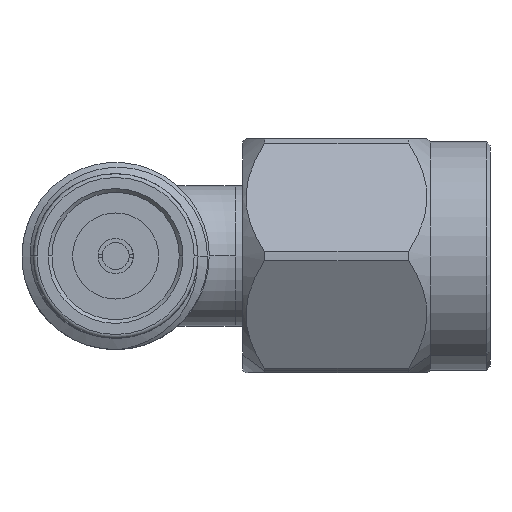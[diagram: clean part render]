
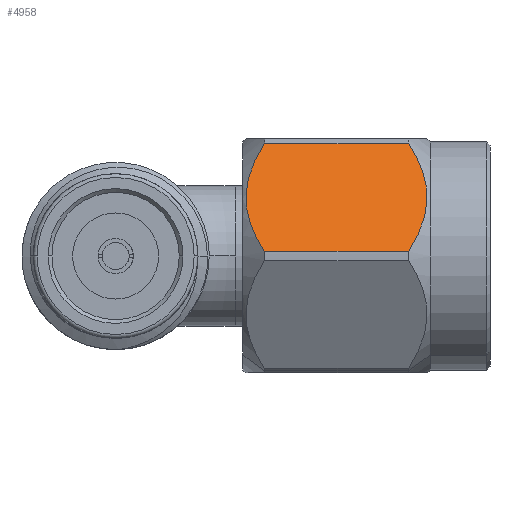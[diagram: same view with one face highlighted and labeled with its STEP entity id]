
A CAD part, front view. The second image highlights one B-rep face of the part: STEP entity #4958.
In plain terms, the highlighted planar face has unit normal (0, -0.866, 0.5).
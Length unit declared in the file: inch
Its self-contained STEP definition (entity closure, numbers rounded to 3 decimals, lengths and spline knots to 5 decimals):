
#69 = CARTESIAN_POINT ( 'NONE',  ( 0.3911, 0.51531, 0.15023 ) ) ;
#461 = EDGE_CURVE ( 'NONE', #4187, #1596, #2003, .T. ) ;
#733 = DIRECTION ( 'NONE',  ( 0., -0.866, 0.5 ) ) ;
#743 = AXIS2_PLACEMENT_3D ( 'NONE', #2143, #733, #1661 ) ;
#750 = ORIENTED_EDGE ( 'NONE', *, *, #4115, .T. ) ;
#872 = VERTEX_POINT ( 'NONE', #5732 ) ;
#976 = CARTESIAN_POINT ( 'NONE',  ( 0.3983, 0.50888, 0.13909 ) ) ;
#1140 = EDGE_CURVE ( 'NONE', #872, #5638, #1514, .T. ) ;
#1264 = CARTESIAN_POINT ( 'NONE',  ( 0.17895, 0.49191, 0.10969 ) ) ;
#1328 = DIRECTION ( 'NONE',  ( -1., 0., 0. ) ) ;
#1435 = CARTESIAN_POINT ( 'NONE',  ( 0.41112, 0.49178, 0.10948 ) ) ;
#1446 = ORIENTED_EDGE ( 'NONE', *, *, #461, .T. ) ;
#1455 = CARTESIAN_POINT ( 'NONE',  ( 0.41589, 0.47727, 0.08434 ) ) ;
#1475 = CARTESIAN_POINT ( 'NONE',  ( 0.41587, 0.46997, 0.07169 ) ) ;
#1514 = LINE ( 'NONE', #2385, #5863 ) ;
#1535 = FACE_OUTER_BOUND ( 'NONE', #4086, .T. ) ;
#1596 = VERTEX_POINT ( 'NONE', #3006 ) ;
#1661 = DIRECTION ( 'NONE',  ( 0., 0.5, 0.866 ) ) ;
#1705 = CARTESIAN_POINT ( 'NONE',  ( 0.18553, 0.44512, 0.02865 ) ) ;
#1743 = CARTESIAN_POINT ( 'NONE',  ( 0.19171, 0.5089, 0.13912 ) ) ;
#1785 = CARTESIAN_POINT ( 'NONE',  ( 0.17888, 0.45558, 0.04677 ) ) ;
#1841 = CARTESIAN_POINT ( 'NONE',  ( 0.41282, 0.459, 0.05269 ) ) ;
#1901 = CARTESIAN_POINT ( 'NONE',  ( 0.41528, 0.48091, 0.09065 ) ) ;
#2003 = LINE ( 'NONE', #3243, #2645 ) ;
#2143 = CARTESIAN_POINT ( 'NONE',  ( -0.04, 0.51879, 0.15625 ) ) ;
#2205 = CARTESIAN_POINT ( 'NONE',  ( 0.17411, 0.4701, 0.07191 ) ) ;
#2223 = B_SPLINE_CURVE_WITH_KNOTS ( 'NONE', 3,
 ( #4577, #3685, #2282, #4617, #1841, #5088, #1475, #1455, #1901, #5148, #1435, #3784, #976, #4240 ),
 .UNSPECIFIED., .F., .F.,
 ( 4, 2, 2, 2, 2, 2, 4 ),
 ( 0., 0.00111, 0.00166, 0.00221, 0.00277, 0.00332, 0.00443 ),
 .UNSPECIFIED. ) ;
#2241 = CARTESIAN_POINT ( 'NONE',  ( 0.1917, 0.43848, 0.01716 ) ) ;
#2268 = ORIENTED_EDGE ( 'NONE', *, *, #1140, .T. ) ;
#2282 = CARTESIAN_POINT ( 'NONE',  ( 0.40443, 0.44508, 0.02857 ) ) ;
#2385 = CARTESIAN_POINT ( 'NONE',  ( -0.16895, 0.43205, 0.00602 ) ) ;
#2645 = VECTOR ( 'NONE', #1328, 39.37008 ) ;
#2712 = B_SPLINE_CURVE_WITH_KNOTS ( 'NONE', 3,
 ( #5448, #1743, #4969, #1264, #5886, #5031, #5905, #2205, #3059, #3537, #1785, #1705, #2241, #4019 ),
 .UNSPECIFIED., .F., .F.,
 ( 4, 2, 2, 2, 2, 2, 4 ),
 ( 0., 0.00111, 0.00166, 0.00221, 0.00277, 0.00332, 0.00443 ),
 .UNSPECIFIED. ) ;
#2991 = PLANE ( 'NONE',  #743 ) ;
#3006 = CARTESIAN_POINT ( 'NONE',  ( 0.1989, 0.51531, 0.15023 ) ) ;
#3059 = CARTESIAN_POINT ( 'NONE',  ( 0.17472, 0.46646, 0.0656 ) ) ;
#3243 = CARTESIAN_POINT ( 'NONE',  ( -0.16895, 0.51531, 0.15023 ) ) ;
#3523 = ORIENTED_EDGE ( 'NONE', *, *, #5060, .T. ) ;
#3537 = CARTESIAN_POINT ( 'NONE',  ( 0.1771, 0.45919, 0.05302 ) ) ;
#3685 = CARTESIAN_POINT ( 'NONE',  ( 0.39829, 0.43847, 0.01713 ) ) ;
#3784 = CARTESIAN_POINT ( 'NONE',  ( 0.40447, 0.50225, 0.1276 ) ) ;
#4019 = CARTESIAN_POINT ( 'NONE',  ( 0.1989, 0.43205, 0.00602 ) ) ;
#4083 = CARTESIAN_POINT ( 'NONE',  ( 0.3911, 0.43205, 0.00602 ) ) ;
#4086 = EDGE_LOOP ( 'NONE', ( #1446, #3523, #2268, #750 ) ) ;
#4115 = EDGE_CURVE ( 'NONE', #5638, #4187, #2223, .T. ) ;
#4187 = VERTEX_POINT ( 'NONE', #69 ) ;
#4240 = CARTESIAN_POINT ( 'NONE',  ( 0.3911, 0.51531, 0.15023 ) ) ;
#4577 = CARTESIAN_POINT ( 'NONE',  ( 0.3911, 0.43205, 0.00602 ) ) ;
#4617 = CARTESIAN_POINT ( 'NONE',  ( 0.41105, 0.45546, 0.04656 ) ) ;
#4958 = ADVANCED_FACE ( 'NONE', ( #1535 ), #2991, .T. ) ;
#4969 = CARTESIAN_POINT ( 'NONE',  ( 0.18557, 0.50229, 0.12768 ) ) ;
#5031 = CARTESIAN_POINT ( 'NONE',  ( 0.17475, 0.48108, 0.09094 ) ) ;
#5060 = EDGE_CURVE ( 'NONE', #1596, #872, #2712, .T. ) ;
#5088 = CARTESIAN_POINT ( 'NONE',  ( 0.41525, 0.46629, 0.06531 ) ) ;
#5148 = CARTESIAN_POINT ( 'NONE',  ( 0.4129, 0.48818, 0.10323 ) ) ;
#5448 = CARTESIAN_POINT ( 'NONE',  ( 0.1989, 0.51531, 0.15023 ) ) ;
#5614 = DIRECTION ( 'NONE',  ( 1., 0., 0. ) ) ;
#5638 = VERTEX_POINT ( 'NONE', #4083 ) ;
#5732 = CARTESIAN_POINT ( 'NONE',  ( 0.1989, 0.43205, 0.00602 ) ) ;
#5863 = VECTOR ( 'NONE', #5614, 39.37008 ) ;
#5886 = CARTESIAN_POINT ( 'NONE',  ( 0.17718, 0.48837, 0.10356 ) ) ;
#5905 = CARTESIAN_POINT ( 'NONE',  ( 0.17413, 0.4774, 0.08456 ) ) ;
